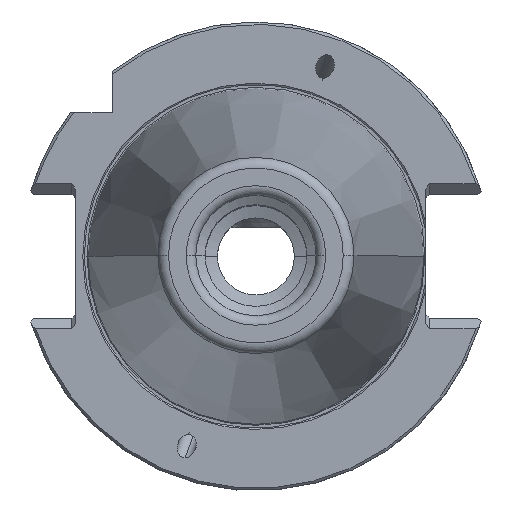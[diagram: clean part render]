
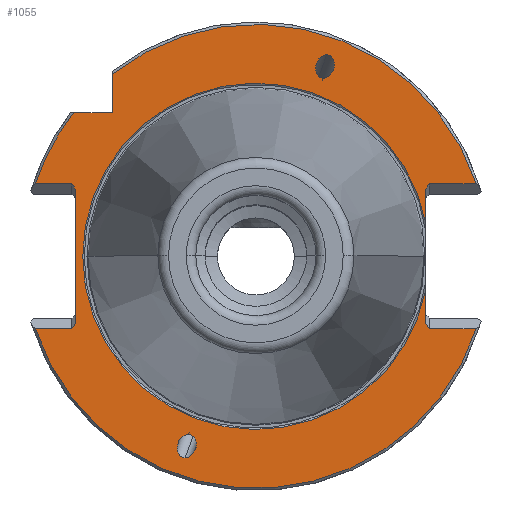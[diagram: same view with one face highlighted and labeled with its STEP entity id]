
A CAD part, top view. The second image highlights one B-rep face of the part: STEP entity #1055.
In plain terms, the highlighted planar face has unit normal (0, 0, 1).
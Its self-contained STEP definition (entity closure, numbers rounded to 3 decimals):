
#995=EDGE_CURVE('NONE',#1729,#2141,#2829,.T.);
#1025=EDGE_CURVE('NONE',#1087,#2395,#2862,.T.);
#1037=VERTEX_POINT('NONE',#2876);
#1045=VERTEX_POINT('NONE',#2885);
#1055=ADVANCED_FACE('NONE',(#2896,#2897,#2898),#2899,.F.);
#1077=EDGE_CURVE('NONE',#2435,#2141,#2926,.T.);
#1087=VERTEX_POINT('NONE',#2937);
#1091=EDGE_CURVE('NONE',#2063,#2715,#2941,.T.);
#1119=EDGE_CURVE('NONE',#2149,#2289,#2970,.T.);
#1125=VERTEX_POINT('NONE',#2976);
#1229=VERTEX_POINT('NONE',#3094);
#1253=VERTEX_POINT('NONE',#3120);
#1325=VERTEX_POINT('NONE',#3198);
#1329=VERTEX_POINT('NONE',#3202);
#1353=EDGE_CURVE('NONE',#1229,#1691,#3229,.T.);
#1379=EDGE_CURVE('NONE',#2063,#1037,#3255,.T.);
#1381=EDGE_CURVE('NONE',#1457,#1045,#3257,.T.);
#1389=EDGE_CURVE('NONE',#1037,#1329,#3265,.T.);
#1457=VERTEX_POINT('NONE',#3340);
#1483=VERTEX_POINT('NONE',#3367);
#1553=EDGE_CURVE('NONE',#1329,#2411,#3443,.T.);
#1585=EDGE_CURVE('NONE',#1691,#1229,#3478,.T.);
#1609=EDGE_CURVE('NONE',#1253,#1125,#3505,.T.);
#1627=VERTEX_POINT('NONE',#3524);
#1639=EDGE_CURVE('NONE',#2149,#1851,#3536,.T.);
#1691=VERTEX_POINT('NONE',#3594);
#1711=EDGE_CURVE('NONE',#1729,#1457,#3618,.T.);
#1729=VERTEX_POINT('NONE',#3640);
#1823=EDGE_CURVE('NONE',#1087,#2289,#3742,.T.);
#1851=VERTEX_POINT('NONE',#3773);
#1899=EDGE_CURVE('NONE',#2435,#2395,#3828,.T.);
#1997=EDGE_CURVE('NONE',#2715,#1483,#3935,.T.);
#2063=VERTEX_POINT('NONE',#4007);
#2141=VERTEX_POINT('NONE',#4091);
#2149=VERTEX_POINT('NONE',#4099);
#2249=EDGE_CURVE('NONE',#2411,#1325,#4211,.T.);
#2289=VERTEX_POINT('NONE',#4257);
#2299=EDGE_CURVE('NONE',#1851,#1325,#4267,.T.);
#2381=EDGE_CURVE('NONE',#1045,#1627,#4360,.T.);
#2395=VERTEX_POINT('NONE',#4376);
#2405=EDGE_CURVE('NONE',#1627,#1483,#4387,.T.);
#2411=VERTEX_POINT('NONE',#4394);
#2435=VERTEX_POINT('NONE',#4421);
#2607=EDGE_CURVE('NONE',#1125,#1253,#4618,.T.);
#2715=VERTEX_POINT('NONE',#4741);
#2829=LINE('',#4896,#4897);
#2862=LINE('',#4937,#4938);
#2876=CARTESIAN_POINT('',(35.3,13.989,-1.5));
#2885=CARTESIAN_POINT('',(36.05,-15.05,-1.5));
#2896=FACE_OUTER_BOUND('',#4987,.T.);
#2897=FACE_BOUND('',#4988,.T.);
#2898=FACE_BOUND('',#4989,.T.);
#2899=PLANE('',#4990);
#2926=LINE('',#5020,#5021);
#2937=CARTESIAN_POINT('',(-38.25,15.05,-1.5));
#2941=CIRCLE('',#5049,36.0);
#2970=CIRCLE('',#5094,48.225);
#2976=CARTESIAN_POINT('',(14.027,37.047,-1.5));
#3094=CARTESIAN_POINT('',(-14.702,-41.887,-1.5));
#3120=CARTESIAN_POINT('',(14.702,41.887,-1.5));
#3198=CARTESIAN_POINT('',(-29.85,37.876,-1.5));
#3202=CARTESIAN_POINT('',(36.05,15.05,-1.5));
#3229=(B_SPLINE_CURVE(3,(#5545,#5546,#5547,#5548),.UNSPECIFIED.,.F.,.F.)B_SPLINE_CURVE_WITH_KNOTS((4,4),(6.011,9.153),.UNSPECIFIED.)RATIONAL_B_SPLINE_CURVE((1.0,0.333,0.333,1.0))BOUNDED_CURVE()REPRESENTATION_ITEM('')GEOMETRIC_REPRESENTATION_ITEM()CURVE());
#3255=LINE('',#5599,#5600);
#3257=LINE('',#5603,#5604);
#3265=LINE('',#5615,#5616);
#3340=CARTESIAN_POINT('',(45.816,-15.05,-1.5));
#3367=CARTESIAN_POINT('',(35.3,-7.065,-1.5));
#3443=LINE('',#5969,#5970);
#3478=(B_SPLINE_CURVE(3,(#6022,#6023,#6024,#6025),.UNSPECIFIED.,.F.,.F.)B_SPLINE_CURVE_WITH_KNOTS((4,4),(2.87,6.011),.UNSPECIFIED.)RATIONAL_B_SPLINE_CURVE((1.0,0.333,0.333,1.0))BOUNDED_CURVE()REPRESENTATION_ITEM('')GEOMETRIC_REPRESENTATION_ITEM()CURVE());
#3505=(B_SPLINE_CURVE(3,(#6070,#6071,#6072,#6073),.UNSPECIFIED.,.F.,.F.)B_SPLINE_CURVE_WITH_KNOTS((4,4),(6.011,9.153),.UNSPECIFIED.)RATIONAL_B_SPLINE_CURVE((1.0,0.333,0.333,1.0))BOUNDED_CURVE()REPRESENTATION_ITEM('')GEOMETRIC_REPRESENTATION_ITEM()CURVE());
#3524=CARTESIAN_POINT('',(35.3,-13.989,-1.5));
#3536=LINE('',#6127,#6128);
#3594=CARTESIAN_POINT('',(-14.027,-37.047,-1.5));
#3618=CIRCLE('',#6230,48.225);
#3640=CARTESIAN_POINT('',(-45.816,-15.05,-1.5));
#3742=LINE('',#6456,#6457);
#3773=CARTESIAN_POINT('',(-29.85,29.85,-1.5));
#3828=LINE('',#6597,#6598);
#3935=CIRCLE('',#6768,36.0);
#4007=CARTESIAN_POINT('',(35.3,7.065,-1.5));
#4091=CARTESIAN_POINT('',(-38.25,-15.05,-1.5));
#4099=CARTESIAN_POINT('',(-37.876,29.85,-1.5));
#4211=CIRCLE('',#7223,48.225);
#4257=CARTESIAN_POINT('',(-45.816,15.05,-1.5));
#4267=LINE('',#7316,#7317);
#4360=LINE('',#7484,#7485);
#4376=CARTESIAN_POINT('',(-37.5,13.989,-1.5));
#4387=LINE('',#7523,#7524);
#4394=CARTESIAN_POINT('',(45.816,15.05,-1.5));
#4421=CARTESIAN_POINT('',(-37.5,-13.989,-1.5));
#4618=(B_SPLINE_CURVE(3,(#7919,#7920,#7921,#7922),.UNSPECIFIED.,.F.,.F.)B_SPLINE_CURVE_WITH_KNOTS((4,4),(2.87,6.011),.UNSPECIFIED.)RATIONAL_B_SPLINE_CURVE((1.0,0.333,0.333,1.0))BOUNDED_CURVE()REPRESENTATION_ITEM('')GEOMETRIC_REPRESENTATION_ITEM()CURVE());
#4741=CARTESIAN_POINT('',(-36.0,0.,-1.5));
#4896=CARTESIAN_POINT('',(0.,-15.05,-1.5));
#4897=VECTOR('',#8190,1000.0);
#4937=CARTESIAN_POINT('',(-1.838,-36.444,-1.5));
#4938=VECTOR('',#8225,1000.0);
#4987=EDGE_LOOP('',(#8272,#8273,#8274,#8275,#8276,#8277,#8278,#8279,#8280,#8281,#8282,#8283,#8284,#8285,#8286,#8287,#8288,#8289));
#4988=EDGE_LOOP('',(#8290,#8291));
#4989=EDGE_LOOP('',(#8292,#8293));
#4990=AXIS2_PLACEMENT_3D('',#8294,#8295,#8296);
#5020=CARTESIAN_POINT('',(-34.972,-10.415,-1.5));
#5021=VECTOR('',#8335,1000.0);
#5049=AXIS2_PLACEMENT_3D('',#8350,#8351,#8352);
#5094=AXIS2_PLACEMENT_3D('',#8373,#8374,#8375);
#5545=CARTESIAN_POINT('',(-14.702,-41.887,-1.5));
#5546=CARTESIAN_POINT('',(-18.598,-41.887,-1.5));
#5547=CARTESIAN_POINT('',(-17.923,-37.047,-1.5));
#5548=CARTESIAN_POINT('',(-14.027,-37.047,-1.5));
#5599=CARTESIAN_POINT('',(35.3,-35.144,-1.5));
#5600=VECTOR('',#8669,1000.0);
#5603=CARTESIAN_POINT('',(0.,-15.05,-1.5));
#5604=VECTOR('',#8670,1000.0);
#5615=CARTESIAN_POINT('',(0.372,-35.407,-1.5));
#5616=VECTOR('',#8677,1000.0);
#5969=CARTESIAN_POINT('',(0.,15.05,-1.5));
#5970=VECTOR('',#8852,1000.0);
#6022=CARTESIAN_POINT('',(-14.027,-37.047,-1.5));
#6023=CARTESIAN_POINT('',(-10.132,-37.047,-1.5));
#6024=CARTESIAN_POINT('',(-10.807,-41.887,-1.5));
#6025=CARTESIAN_POINT('',(-14.702,-41.887,-1.5));
#6070=CARTESIAN_POINT('',(14.702,41.887,-1.5));
#6071=CARTESIAN_POINT('',(18.598,41.887,-1.5));
#6072=CARTESIAN_POINT('',(17.923,37.047,-1.5));
#6073=CARTESIAN_POINT('',(14.027,37.047,-1.5));
#6127=CARTESIAN_POINT('',(-49.85,29.85,-1.5));
#6128=VECTOR('',#8930,1000.0);
#6230=AXIS2_PLACEMENT_3D('',#9049,#9050,#9051);
#6456=CARTESIAN_POINT('',(0.,15.05,-1.5));
#6457=VECTOR('',#9182,1000.0);
#6597=CARTESIAN_POINT('',(-37.5,-35.144,-1.5));
#6598=VECTOR('',#9276,1000.0);
#6768=AXIS2_PLACEMENT_3D('',#9390,#9391,#9392);
#7223=AXIS2_PLACEMENT_3D('',#9707,#9708,#9709);
#7316=CARTESIAN_POINT('',(-29.85,29.85,-1.5));
#7317=VECTOR('',#9781,1000.0);
#7484=CARTESIAN_POINT('',(33.506,-11.452,-1.5));
#7485=VECTOR('',#9914,1000.0);
#7523=CARTESIAN_POINT('',(35.3,-35.144,-1.5));
#7524=VECTOR('',#9942,1000.0);
#7919=CARTESIAN_POINT('',(14.027,37.047,-1.5));
#7920=CARTESIAN_POINT('',(10.132,37.047,-1.5));
#7921=CARTESIAN_POINT('',(10.807,41.887,-1.5));
#7922=CARTESIAN_POINT('',(14.702,41.887,-1.5));
#8190=DIRECTION('',(1.0,0.,0.));
#8225=DIRECTION('',(0.577,-0.816,0.));
#8272=ORIENTED_EDGE('',*,*,#995,.F.);
#8273=ORIENTED_EDGE('',*,*,#1711,.T.);
#8274=ORIENTED_EDGE('',*,*,#1381,.T.);
#8275=ORIENTED_EDGE('',*,*,#2381,.T.);
#8276=ORIENTED_EDGE('',*,*,#2405,.T.);
#8277=ORIENTED_EDGE('',*,*,#1997,.F.);
#8278=ORIENTED_EDGE('',*,*,#1091,.F.);
#8279=ORIENTED_EDGE('',*,*,#1379,.T.);
#8280=ORIENTED_EDGE('',*,*,#1389,.T.);
#8281=ORIENTED_EDGE('',*,*,#1553,.T.);
#8282=ORIENTED_EDGE('',*,*,#2249,.T.);
#8283=ORIENTED_EDGE('',*,*,#2299,.F.);
#8284=ORIENTED_EDGE('',*,*,#1639,.F.);
#8285=ORIENTED_EDGE('',*,*,#1119,.T.);
#8286=ORIENTED_EDGE('',*,*,#1823,.F.);
#8287=ORIENTED_EDGE('',*,*,#1025,.T.);
#8288=ORIENTED_EDGE('',*,*,#1899,.F.);
#8289=ORIENTED_EDGE('',*,*,#1077,.T.);
#8290=ORIENTED_EDGE('',*,*,#1353,.T.);
#8291=ORIENTED_EDGE('',*,*,#1585,.T.);
#8292=ORIENTED_EDGE('',*,*,#1609,.T.);
#8293=ORIENTED_EDGE('',*,*,#2607,.T.);
#8294=CARTESIAN_POINT('',(0.,-35.144,-1.5));
#8295=DIRECTION('',(0.,0.,-1.0));
#8296=DIRECTION('',(0.,-1.0,0.));
#8335=DIRECTION('',(-0.577,-0.816,0.));
#8350=CARTESIAN_POINT('',(0.,0.,-1.5));
#8351=DIRECTION('',(0.,0.,1.0));
#8352=DIRECTION('',(1.0,0.,0.));
#8373=CARTESIAN_POINT('',(0.,0.,-1.5));
#8374=DIRECTION('',(0.,0.,1.0));
#8375=DIRECTION('',(1.0,0.,0.));
#8669=DIRECTION('',(0.,1.0,0.));
#8670=DIRECTION('',(-1.0,0.,0.));
#8677=DIRECTION('',(0.577,0.816,0.));
#8852=DIRECTION('',(1.0,0.,0.));
#8930=DIRECTION('',(1.0,0.,0.));
#9049=CARTESIAN_POINT('',(0.,0.,-1.5));
#9050=DIRECTION('',(0.,0.,1.0));
#9051=DIRECTION('',(1.0,0.,0.));
#9182=DIRECTION('',(-1.0,0.,0.));
#9276=DIRECTION('',(0.,1.0,0.));
#9390=CARTESIAN_POINT('',(0.,0.,-1.5));
#9391=DIRECTION('',(0.,0.,1.0));
#9392=DIRECTION('',(1.0,0.,0.));
#9707=CARTESIAN_POINT('',(0.,0.,-1.5));
#9708=DIRECTION('',(0.,0.,1.0));
#9709=DIRECTION('',(1.0,0.,0.));
#9781=DIRECTION('',(0.,1.0,0.));
#9914=DIRECTION('',(-0.577,0.816,0.));
#9942=DIRECTION('',(0.,1.0,0.));
